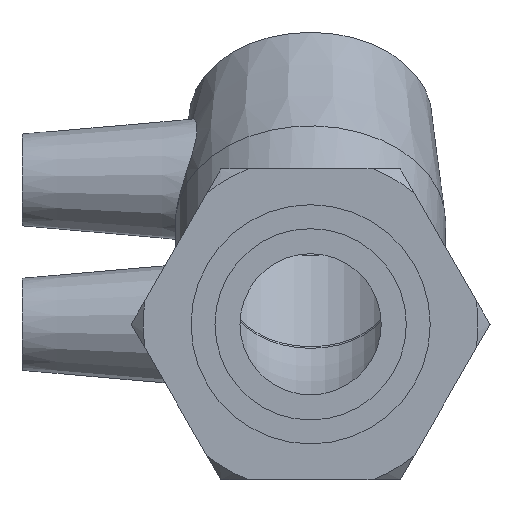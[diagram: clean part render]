
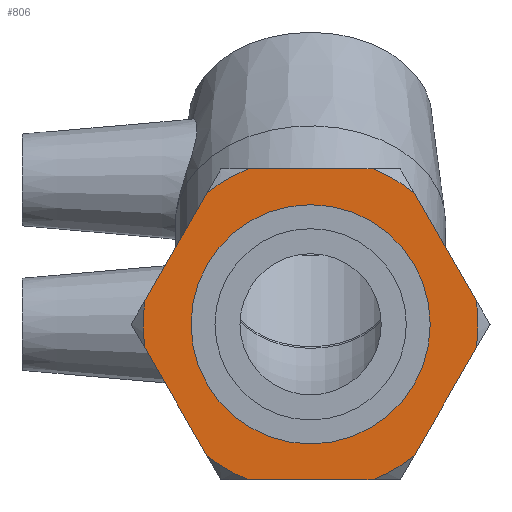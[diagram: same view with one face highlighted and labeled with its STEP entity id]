
A CAD part, left-side view. The second image highlights one B-rep face of the part: STEP entity #806.
In plain terms, the highlighted planar face has unit normal (-1, 0, 0).
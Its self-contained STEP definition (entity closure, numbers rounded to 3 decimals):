
#24=LINE('',#1234,#42);
#28=LINE('',#1258,#46);
#31=LINE('',#1280,#49);
#36=LINE('',#1317,#54);
#39=LINE('',#1339,#57);
#41=LINE('',#1358,#59);
#42=VECTOR('',#983,20.334);
#46=VECTOR('',#989,20.334);
#49=VECTOR('',#994,20.334);
#54=VECTOR('',#1001,20.334);
#57=VECTOR('',#1006,20.334);
#59=VECTOR('',#1010,20.334);
#92=PLANE('',#889);
#127=FACE_BOUND('',#251,.T.);
#184=FACE_OUTER_BOUND('',#250,.T.);
#250=EDGE_LOOP('',(#662,#663,#664,#665,#666,#667,#668,#669,#670,#671,#672,
#673));
#251=EDGE_LOOP('',(#674));
#329=CIRCLE('',#864,27.266);
#330=CIRCLE('',#866,27.266);
#331=CIRCLE('',#868,27.266);
#332=CIRCLE('',#870,27.266);
#333=CIRCLE('',#872,27.266);
#334=CIRCLE('',#874,27.266);
#342=CIRCLE('',#890,19.476);
#382=VERTEX_POINT('',#1228);
#384=VERTEX_POINT('',#1233);
#390=VERTEX_POINT('',#1253);
#391=VERTEX_POINT('',#1257);
#396=VERTEX_POINT('',#1275);
#397=VERTEX_POINT('',#1279);
#403=VERTEX_POINT('',#1298);
#407=VERTEX_POINT('',#1313);
#408=VERTEX_POINT('',#1319);
#413=VERTEX_POINT('',#1335);
#414=VERTEX_POINT('',#1341);
#417=VERTEX_POINT('',#1354);
#419=VERTEX_POINT('',#1387);
#462=EDGE_CURVE('',#384,#382,#24,.T.);
#470=EDGE_CURVE('',#391,#390,#28,.T.);
#477=EDGE_CURVE('',#397,#396,#31,.T.);
#489=EDGE_CURVE('',#403,#407,#36,.T.);
#496=EDGE_CURVE('',#408,#413,#39,.T.);
#502=EDGE_CURVE('',#414,#417,#41,.T.);
#503=EDGE_CURVE('',#397,#407,#329,.T.);
#504=EDGE_CURVE('',#391,#396,#330,.T.);
#505=EDGE_CURVE('',#403,#417,#331,.T.);
#506=EDGE_CURVE('',#414,#413,#332,.T.);
#507=EDGE_CURVE('',#384,#390,#333,.T.);
#508=EDGE_CURVE('',#408,#382,#334,.T.);
#516=EDGE_CURVE('',#419,#419,#342,.T.);
#662=ORIENTED_EDGE('',*,*,#462,.T.);
#663=ORIENTED_EDGE('',*,*,#508,.F.);
#664=ORIENTED_EDGE('',*,*,#496,.T.);
#665=ORIENTED_EDGE('',*,*,#506,.F.);
#666=ORIENTED_EDGE('',*,*,#502,.T.);
#667=ORIENTED_EDGE('',*,*,#505,.F.);
#668=ORIENTED_EDGE('',*,*,#489,.T.);
#669=ORIENTED_EDGE('',*,*,#503,.F.);
#670=ORIENTED_EDGE('',*,*,#477,.T.);
#671=ORIENTED_EDGE('',*,*,#504,.F.);
#672=ORIENTED_EDGE('',*,*,#470,.T.);
#673=ORIENTED_EDGE('',*,*,#507,.F.);
#674=ORIENTED_EDGE('',*,*,#516,.T.);
#806=ADVANCED_FACE('',(#184,#127),#92,.T.);
#864=AXIS2_PLACEMENT_3D('',#1360,#1013,#1014);
#866=AXIS2_PLACEMENT_3D('',#1362,#1017,#1018);
#868=AXIS2_PLACEMENT_3D('',#1364,#1021,#1022);
#870=AXIS2_PLACEMENT_3D('',#1366,#1025,#1026);
#872=AXIS2_PLACEMENT_3D('',#1368,#1029,#1030);
#874=AXIS2_PLACEMENT_3D('',#1370,#1033,#1034);
#889=AXIS2_PLACEMENT_3D('',#1386,#1063,#1064);
#890=AXIS2_PLACEMENT_3D('',#1388,#1065,#1066);
#983=DIRECTION('',(0.,0.5,0.866));
#989=DIRECTION('',(0.,-0.5,0.866));
#994=DIRECTION('',(0.,-1.,0.));
#1001=DIRECTION('',(0.,-0.5,-0.866));
#1006=DIRECTION('',(0.,1.,0.));
#1010=DIRECTION('',(0.,0.5,-0.866));
#1013=DIRECTION('center_axis',(1.,0.,0.));
#1014=DIRECTION('ref_axis',(0.,0.,1.));
#1017=DIRECTION('center_axis',(1.,0.,0.));
#1018=DIRECTION('ref_axis',(0.,0.,1.));
#1021=DIRECTION('center_axis',(1.,0.,0.));
#1022=DIRECTION('ref_axis',(0.,0.,1.));
#1025=DIRECTION('center_axis',(1.,0.,0.));
#1026=DIRECTION('ref_axis',(0.,0.,1.));
#1029=DIRECTION('center_axis',(1.,0.,0.));
#1030=DIRECTION('ref_axis',(0.,0.,1.));
#1033=DIRECTION('center_axis',(1.,0.,0.));
#1034=DIRECTION('ref_axis',(0.,0.,1.));
#1063=DIRECTION('center_axis',(-1.,0.,0.));
#1064=DIRECTION('ref_axis',(0.,0.,1.));
#1065=DIRECTION('center_axis',(1.,0.,0.));
#1066=DIRECTION('ref_axis',(0.,0.,-1.));
#1228=CARTESIAN_POINT('',(-81.448,-16.827,21.455));
#1233=CARTESIAN_POINT('',(-81.448,-26.994,3.845));
#1234=CARTESIAN_POINT('',(-81.448,-24.584,8.02));
#1253=CARTESIAN_POINT('',(-81.448,-26.994,-3.845));
#1257=CARTESIAN_POINT('',(-81.448,-16.827,-21.455));
#1258=CARTESIAN_POINT('',(-81.448,-19.237,-17.28));
#1275=CARTESIAN_POINT('',(-81.448,-10.167,-25.3));
#1279=CARTESIAN_POINT('',(-81.448,10.167,-25.3));
#1280=CARTESIAN_POINT('',(-81.448,-7.304,-25.3));
#1298=CARTESIAN_POINT('',(-81.448,26.994,-3.845));
#1313=CARTESIAN_POINT('',(-81.448,16.827,-21.455));
#1317=CARTESIAN_POINT('',(-81.448,11.934,-29.93));
#1319=CARTESIAN_POINT('',(-81.448,-10.167,25.3));
#1335=CARTESIAN_POINT('',(-81.448,10.167,25.3));
#1339=CARTESIAN_POINT('',(-81.448,7.304,25.3));
#1341=CARTESIAN_POINT('',(-81.448,16.827,21.455));
#1354=CARTESIAN_POINT('',(-81.448,26.994,3.845));
#1358=CARTESIAN_POINT('',(-81.448,31.887,-4.63));
#1360=CARTESIAN_POINT('Origin',(-81.448,0.,0.));
#1362=CARTESIAN_POINT('Origin',(-81.448,0.,0.));
#1364=CARTESIAN_POINT('Origin',(-81.448,0.,0.));
#1366=CARTESIAN_POINT('Origin',(-81.448,0.,0.));
#1368=CARTESIAN_POINT('Origin',(-81.448,0.,0.));
#1370=CARTESIAN_POINT('Origin',(-81.448,0.,0.));
#1386=CARTESIAN_POINT('Origin',(-81.448,0.,-29.214));
#1387=CARTESIAN_POINT('',(-81.448,0.,-19.476));
#1388=CARTESIAN_POINT('Origin',(-81.448,0.,0.));
